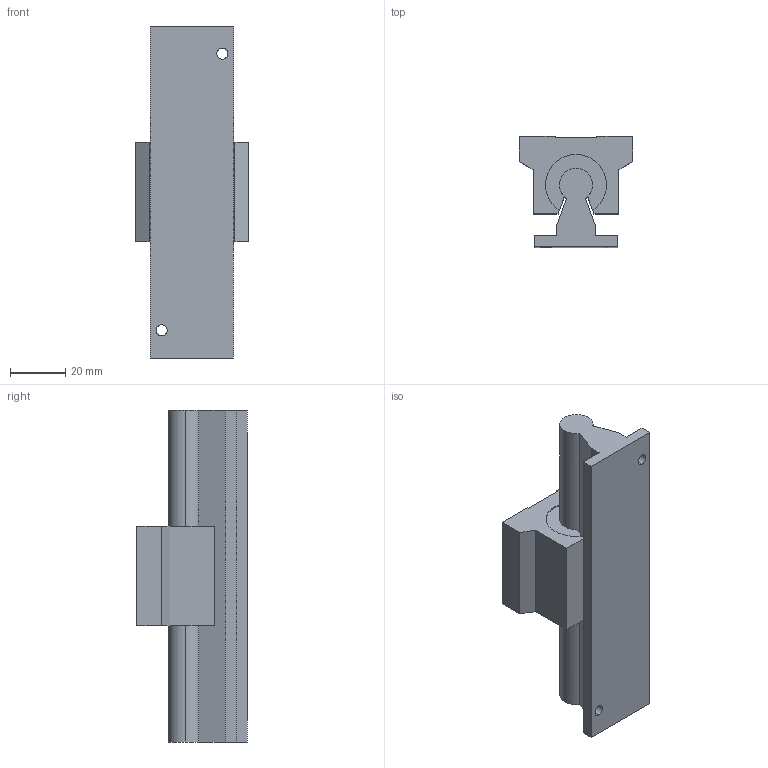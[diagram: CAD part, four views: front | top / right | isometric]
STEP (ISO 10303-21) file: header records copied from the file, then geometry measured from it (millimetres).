
FILE_DESCRIPTION (( 'STEP AP214' ), '1' );
FILE_NAME ('SBR12.STEP', '2025-12-03T09:45:24', ( '' ), ( '' ), 'SwSTEP 2.0', 'SolidWorks 2024', '' );
FILE_SCHEMA (( 'AUTOMOTIVE_DESIGN' ));
Length unit declared in the file: millimetre
Products named in the file (1): SBR12
Bounding box: 41 x 40 x 120 mm (x, y, z)
Volume: 73683.5 mm3; surface area: 20374.9 mm2
Topology: 1 solids, 1 shells, 325 faces, 888 edges, 592 vertices
Faces by surface type: plane 198, bspline 105, cylinder 22
Entity records: 15871 total; most frequent: CARTESIAN_POINT 8271, ORIENTED_EDGE 1776, DIRECTION 1168, EDGE_CURVE 888, LINE 630, VECTOR 630, VERTEX_POINT 592, EDGE_LOOP 356
